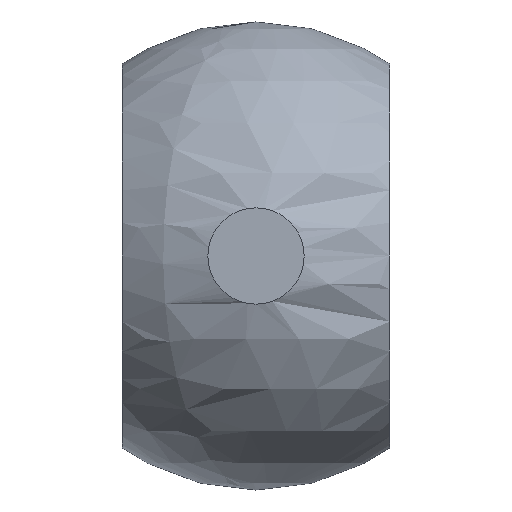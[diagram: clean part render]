
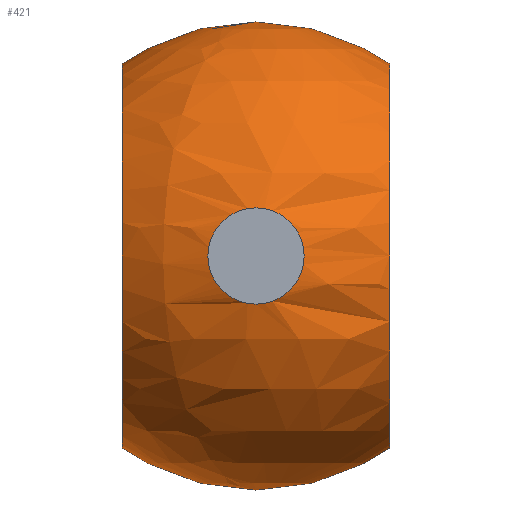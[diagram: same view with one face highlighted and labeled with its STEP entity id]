
A CAD part, front view. The second image highlights one B-rep face of the part: STEP entity #421.
In plain terms, the highlighted spherical face has radius 14 mm.
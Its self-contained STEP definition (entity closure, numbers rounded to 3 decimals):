
#368=CARTESIAN_POINT('',(0.,-13.7,-2.883));
#369=VERTEX_POINT('',#368);
#370=CARTESIAN_POINT('',(0.0,-13.7,0.0));
#371=DIRECTION('',(0.0,1.0,0.0));
#372=DIRECTION('',(0.0,0.0,-1.0));
#373=AXIS2_PLACEMENT_3D('',#370,#371,#372);
#374=CIRCLE('',#373,2.883);
#375=EDGE_CURVE('',#369,#369,#374,.T.);
#380=CARTESIAN_POINT('',(0.0,0.0,0.0));
#381=DIRECTION('',(0.0,0.0,1.0));
#382=DIRECTION('',(1.0,0.0,0.0));
#383=AXIS2_PLACEMENT_3D('',#380,#381,#382);
#384=SPHERICAL_SURFACE('',#383,14.);
#385=ORIENTED_EDGE('',*,*,#375,.T.);
#386=EDGE_LOOP('',(#385));
#387=FACE_OUTER_BOUND('',#386,.T.);
#388=CARTESIAN_POINT('',(8.,0.0,-11.489));
#389=VERTEX_POINT('',#388);
#390=CARTESIAN_POINT('',(8.0,0.0,0.));
#391=DIRECTION('',(-1.0,0.0,0.0));
#392=DIRECTION('',(0.0,0.0,-1.0));
#393=AXIS2_PLACEMENT_3D('',#390,#391,#392);
#394=CIRCLE('',#393,11.489);
#395=EDGE_CURVE('',#389,#389,#394,.T.);
#396=ORIENTED_EDGE('',*,*,#395,.T.);
#397=EDGE_LOOP('',(#396));
#398=FACE_BOUND('',#397,.T.);
#399=CARTESIAN_POINT('',(-8.0,0.0,11.489));
#400=VERTEX_POINT('',#399);
#401=CARTESIAN_POINT('',(-8.0,0.0,0.0));
#402=DIRECTION('',(1.0,0.0,0.0));
#403=DIRECTION('',(0.0,0.0,1.0));
#404=AXIS2_PLACEMENT_3D('',#401,#402,#403);
#405=CIRCLE('',#404,11.489);
#406=EDGE_CURVE('',#400,#400,#405,.T.);
#407=ORIENTED_EDGE('',*,*,#406,.T.);
#408=EDGE_LOOP('',(#407));
#409=FACE_BOUND('',#408,.T.);
#410=CARTESIAN_POINT('',(0.,11.692,7.7));
#411=VERTEX_POINT('',#410);
#412=CARTESIAN_POINT('',(0.0,11.692,0.0));
#413=DIRECTION('',(0.0,-1.0,0.0));
#414=DIRECTION('',(0.0,0.0,1.0));
#415=AXIS2_PLACEMENT_3D('',#412,#413,#414);
#416=CIRCLE('',#415,7.7);
#417=EDGE_CURVE('',#411,#411,#416,.T.);
#418=ORIENTED_EDGE('',*,*,#417,.T.);
#419=EDGE_LOOP('',(#418));
#420=FACE_BOUND('',#419,.T.);
#421=ADVANCED_FACE('',(#387,#398,#409,#420),#384,.T.);
